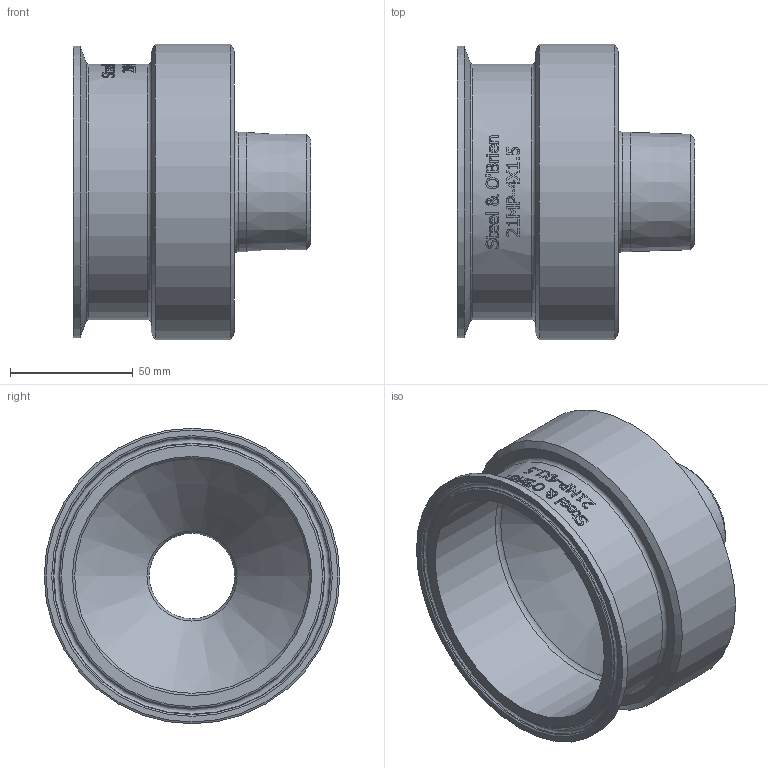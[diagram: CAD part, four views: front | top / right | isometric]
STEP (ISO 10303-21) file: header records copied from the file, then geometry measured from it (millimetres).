
FILE_DESCRIPTION(/* description */ (''),/* implementation_level */ '2;1');
FILE_NAME(/* name */ '21MP-4X1.5.stp',/* time_stamp */ '2019-01-30T13:51:56-05:00',/* author */ ('rick'),/* organization */ (''),/* preprocessor_version */ 'ST-DEVELOPER v15.2',/* originating_system */ 'Autodesk Inventor 2014',/* authorisation */ '');
FILE_SCHEMA (('AUTOMOTIVE_DESIGN { 1 0 10303 214 3 1 1 }'));
Length unit declared in the file: inch
Products named in the file (1): AAV04120
Bounding box: 96.85 x 120.4 x 120.4 mm (x, y, z)
Volume: 309632.7 mm3; surface area: 69159.6 mm2
Topology: 1 solids, 1 shells, 383 faces, 1014 edges, 670 vertices
Faces by surface type: plane 173, bspline 153, cylinder 40, cone 9, torus 8
Full cylindrical faces by diameter (mm): 34.798 x1, 48.553 x1, 97.384 x1, 104.14 x1, 118.923 x1, 120.396 x1
Entity records: 14445 total; most frequent: CARTESIAN_POINT 5805, ORIENTED_EDGE 1982, DIRECTION 1373, EDGE_CURVE 991, VERTEX_POINT 670, LINE 459, VECTOR 459, AXIS2_PLACEMENT_3D 457
